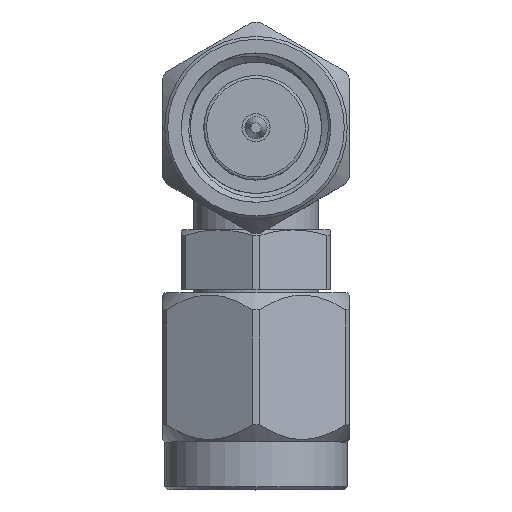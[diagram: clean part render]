
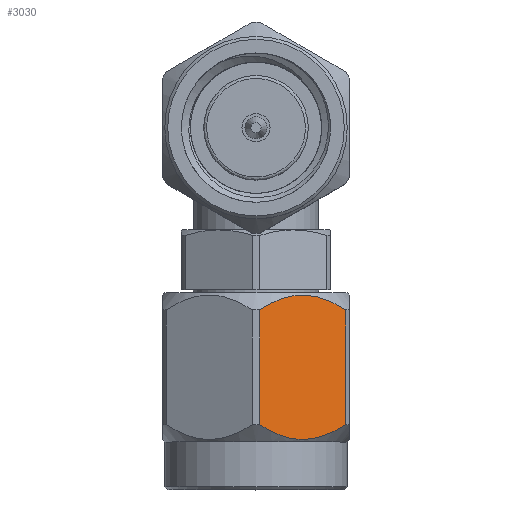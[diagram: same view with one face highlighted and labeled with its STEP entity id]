
A CAD part, top view. The second image highlights one B-rep face of the part: STEP entity #3030.
In plain terms, the highlighted face is planar.
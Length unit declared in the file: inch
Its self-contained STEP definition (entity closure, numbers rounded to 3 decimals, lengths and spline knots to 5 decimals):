
#61 = VERTEX_POINT ( 'NONE', #5650 ) ;
#282 = CARTESIAN_POINT ( 'NONE',  ( 0.31833, -0.11707, 0.11283 ) ) ;
#441 = CARTESIAN_POINT ( 'NONE',  ( 0.32082, -0.04629, 0.15369 ) ) ;
#453 = CARTESIAN_POINT ( 'NONE',  ( 0.09163, -0.11694, 0.11291 ) ) ;
#480 = CARTESIAN_POINT ( 'NONE',  ( 0.09582, -0.12693, 0.10714 ) ) ;
#497 = CARTESIAN_POINT ( 'NONE',  ( 0.30892, -0.01811, 0.16997 ) ) ;
#523 = CARTESIAN_POINT ( 'NONE',  ( 0.31989, -0.04352, 0.1553 ) ) ;
#612 = CARTESIAN_POINT ( 'NONE',  ( 0.3011, -0.15023, 0.09369 ) ) ;
#902 = CARTESIAN_POINT ( 'NONE',  ( 0.31859, -0.11637, 0.11323 ) ) ;
#1036 = EDGE_CURVE ( 'NONE', #7969, #6218, #6167, .T. ) ;
#1089 = CARTESIAN_POINT ( 'NONE',  ( 0.32502, -0.06282, 0.14415 ) ) ;
#1121 = CARTESIAN_POINT ( 'NONE',  ( 0.54, -0.15625, 0.09021 ) ) ;
#1657 = CARTESIAN_POINT ( 'NONE',  ( 0.31948, -0.04232, 0.15599 ) ) ;
#1677 = AXIS2_PLACEMENT_3D ( 'NONE', #1121, #7420, #3681 ) ;
#1684 = CARTESIAN_POINT ( 'NONE',  ( 0.31919, -0.04153, 0.15645 ) ) ;
#1720 = CARTESIAN_POINT ( 'NONE',  ( 0.08472, -0.06555, 0.14256 ) ) ;
#1735 = CARTESIAN_POINT ( 'NONE',  ( 0.3011, -0.00602, 0.17695 ) ) ;
#1744 = CARTESIAN_POINT ( 'NONE',  ( 0.09203, -0.11801, 0.11229 ) ) ;
#2041 = B_SPLINE_CURVE_WITH_KNOTS ( 'NONE', 3,
 ( #7149, #7798, #7122, #4684, #3371, #4016, #282, #902, #6106, #6078, #3514, #6126, #1089, #6019, #441, #523, #1657, #1684, #4851, #5433, #497, #1735 ),
 .UNSPECIFIED., .F., .F.,
 ( 4, 1, 1, 1, 1, 2, 2, 2, 1, 1, 1, 1, 2, 2, 4 ),
 ( 0., 0.125, 0.1875, 0.21875, 0.23438, 0.24219, 0.25, 0.5, 0.625, 0.6875, 0.71875, 0.73438, 0.74219, 0.75, 1. ),
 .UNSPECIFIED. ) ;
#2355 = CARTESIAN_POINT ( 'NONE',  ( 0.08648, -0.05625, 0.14794 ) ) ;
#2377 = CARTESIAN_POINT ( 'NONE',  ( 0.10165, -0.13845, 0.10049 ) ) ;
#2629 = CARTESIAN_POINT ( 'NONE',  ( 0.1089, -0.15023, 0.09369 ) ) ;
#2934 = CARTESIAN_POINT ( 'NONE',  ( 0.08643, -0.10279, 0.12108 ) ) ;
#3030 = ADVANCED_FACE ( 'NONE', ( #7730 ), #6773, .T. ) ;
#3125 = EDGE_CURVE ( 'NONE', #6218, #61, #2041, .T. ) ;
#3371 = CARTESIAN_POINT ( 'NONE',  ( 0.31697, -0.12053, 0.11083 ) ) ;
#3514 = CARTESIAN_POINT ( 'NONE',  ( 0.32587, -0.0905, 0.12817 ) ) ;
#3526 = CARTESIAN_POINT ( 'NONE',  ( 0.08853, -0.04845, 0.15244 ) ) ;
#3530 = VECTOR ( 'NONE', #7831, 39.37008 ) ;
#3575 = VERTEX_POINT ( 'NONE', #4274 ) ;
#3582 = CARTESIAN_POINT ( 'NONE',  ( 0.09087, -0.04136, 0.15654 ) ) ;
#3681 = DIRECTION ( 'NONE',  ( 0., -0.866, -0.5 ) ) ;
#4016 = CARTESIAN_POINT ( 'NONE',  ( 0.31793, -0.1181, 0.11224 ) ) ;
#4160 = CARTESIAN_POINT ( 'NONE',  ( 0.08721, -0.05314, 0.14973 ) ) ;
#4189 = CARTESIAN_POINT ( 'NONE',  ( 0.10506, -0.14428, 0.09712 ) ) ;
#4211 = CARTESIAN_POINT ( 'NONE',  ( 0.0972, -0.12979, 0.10548 ) ) ;
#4266 = ORIENTED_EDGE ( 'NONE', *, *, #5522, .T. ) ;
#4274 = CARTESIAN_POINT ( 'NONE',  ( 0.1089, -0.00602, 0.17695 ) ) ;
#4684 = CARTESIAN_POINT ( 'NONE',  ( 0.31489, -0.12543, 0.108 ) ) ;
#4835 = CARTESIAN_POINT ( 'NONE',  ( 0.0841, -0.09056, 0.12814 ) ) ;
#4851 = CARTESIAN_POINT ( 'NONE',  ( 0.31903, -0.04108, 0.15671 ) ) ;
#4859 = CARTESIAN_POINT ( 'NONE',  ( 0.09393, -0.12264, 0.10961 ) ) ;
#4922 = EDGE_LOOP ( 'NONE', ( #4266, #7234, #7467, #7075 ) ) ;
#5433 = CARTESIAN_POINT ( 'NONE',  ( 0.31485, -0.02968, 0.16329 ) ) ;
#5464 = CARTESIAN_POINT ( 'NONE',  ( 0.08413, -0.07174, 0.139 ) ) ;
#5492 = CARTESIAN_POINT ( 'NONE',  ( 0.09302, -0.1205, 0.11085 ) ) ;
#5522 = EDGE_CURVE ( 'NONE', #61, #3575, #5850, .T. ) ;
#5650 = CARTESIAN_POINT ( 'NONE',  ( 0.3011, -0.00602, 0.17695 ) ) ;
#5850 = LINE ( 'NONE', #7804, #3530 ) ;
#5869 = VECTOR ( 'NONE', #6789, 39.37008 ) ;
#6019 = CARTESIAN_POINT ( 'NONE',  ( 0.32248, -0.05183, 0.1505 ) ) ;
#6061 = CARTESIAN_POINT ( 'NONE',  ( 0.1089, -0.15023, 0.09369 ) ) ;
#6078 = CARTESIAN_POINT ( 'NONE',  ( 0.32352, -0.10298, 0.12096 ) ) ;
#6088 = CARTESIAN_POINT ( 'NONE',  ( 0.09533, -0.02923, 0.16354 ) ) ;
#6106 = CARTESIAN_POINT ( 'NONE',  ( 0.3187, -0.11608, 0.1134 ) ) ;
#6125 = CARTESIAN_POINT ( 'NONE',  ( 0.54, -0.15023, 0.09369 ) ) ;
#6126 = CARTESIAN_POINT ( 'NONE',  ( 0.32589, -0.07211, 0.13879 ) ) ;
#6167 = LINE ( 'NONE', #6125, #5869 ) ;
#6218 = VERTEX_POINT ( 'NONE', #612 ) ;
#6221 = EDGE_CURVE ( 'NONE', #7969, #3575, #7902, .T. ) ;
#6640 = CARTESIAN_POINT ( 'NONE',  ( 0.1089, -0.00602, 0.17695 ) ) ;
#6700 = CARTESIAN_POINT ( 'NONE',  ( 0.09059, -0.04215, 0.15609 ) ) ;
#6722 = CARTESIAN_POINT ( 'NONE',  ( 0.10124, -0.01786, 0.17011 ) ) ;
#6745 = CARTESIAN_POINT ( 'NONE',  ( 0.09017, -0.04334, 0.1554 ) ) ;
#6773 = PLANE ( 'NONE',  #1677 ) ;
#6789 = DIRECTION ( 'NONE',  ( 1., 0., 0. ) ) ;
#7075 = ORIENTED_EDGE ( 'NONE', *, *, #3125, .T. ) ;
#7122 = CARTESIAN_POINT ( 'NONE',  ( 0.31012, -0.1354, 0.10225 ) ) ;
#7149 = CARTESIAN_POINT ( 'NONE',  ( 0.3011, -0.15023, 0.09369 ) ) ;
#7234 = ORIENTED_EDGE ( 'NONE', *, *, #6221, .F. ) ;
#7297 = CARTESIAN_POINT ( 'NONE',  ( 0.08924, -0.0461, 0.1538 ) ) ;
#7323 = CARTESIAN_POINT ( 'NONE',  ( 0.09124, -0.11592, 0.1135 ) ) ;
#7373 = CARTESIAN_POINT ( 'NONE',  ( 0.09103, -0.04092, 0.1568 ) ) ;
#7420 = DIRECTION ( 'NONE',  ( 0., -0.5, 0.866 ) ) ;
#7467 = ORIENTED_EDGE ( 'NONE', *, *, #1036, .T. ) ;
#7730 = FACE_OUTER_BOUND ( 'NONE', #4922, .T. ) ;
#7798 = CARTESIAN_POINT ( 'NONE',  ( 0.30498, -0.14422, 0.09716 ) ) ;
#7804 = CARTESIAN_POINT ( 'NONE',  ( 0.54, -0.00602, 0.17695 ) ) ;
#7831 = DIRECTION ( 'NONE',  ( -1., 0., 0. ) ) ;
#7902 = B_SPLINE_CURVE_WITH_KNOTS ( 'NONE', 3,
 ( #6061, #4189, #2377, #4211, #480, #4859, #5492, #1744, #453, #7921, #7323, #2934, #4835, #5464, #1720, #2355, #4160, #3526, #7297, #6745, #6700, #3582, #7373, #6088, #6722, #6640 ),
 .UNSPECIFIED., .F., .F.,
 ( 4, 2, 2, 1, 1, 2, 2, 2, 2, 2, 1, 1, 2, 2, 4 ),
 ( 0., 0.125, 0.1875, 0.21875, 0.23438, 0.24219, 0.25, 0.5, 0.625, 0.6875, 0.71875, 0.73438, 0.74219, 0.75, 1. ),
 .UNSPECIFIED. ) ;
#7921 = CARTESIAN_POINT ( 'NONE',  ( 0.09136, -0.11623, 0.11332 ) ) ;
#7969 = VERTEX_POINT ( 'NONE', #2629 ) ;
